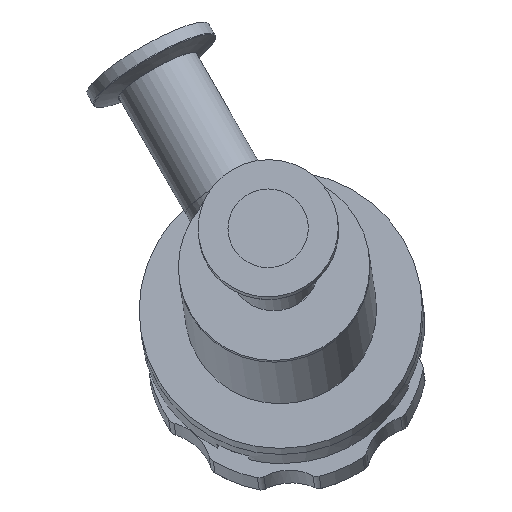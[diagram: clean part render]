
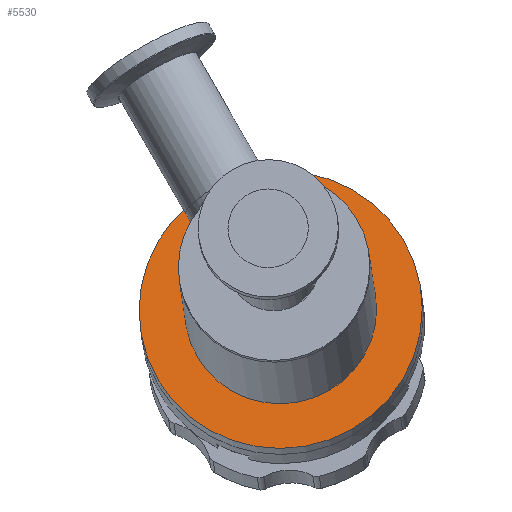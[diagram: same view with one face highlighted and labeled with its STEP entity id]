
A CAD part, left-side view. The second image highlights one B-rep face of the part: STEP entity #5530.
In plain terms, the highlighted planar face has unit normal (-0.979, 0.031, 0.204).
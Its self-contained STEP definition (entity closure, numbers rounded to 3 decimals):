
#147 = AXIS2_PLACEMENT_3D ( 'NONE', #2472, #3450, #724 ) ;
#724 = DIRECTION ( 'NONE',  ( -0.204, 0., -0.979 ) ) ;
#1206 = EDGE_LOOP ( 'NONE', ( #4859 ) ) ;
#1895 = DIRECTION ( 'NONE',  ( -0.978, 0.031, 0.204 ) ) ;
#2087 = EDGE_CURVE ( 'NONE', #2926, #2926, #4014, .T. ) ;
#2472 = CARTESIAN_POINT ( 'NONE',  ( 37.604, 27.801, -56.024 ) ) ;
#2812 = CARTESIAN_POINT ( 'NONE',  ( 31.419, 27.801, -85.706 ) ) ;
#2926 = VERTEX_POINT ( 'NONE', #2812 ) ;
#3229 = AXIS2_PLACEMENT_3D ( 'NONE', #4938, #1895, #5212 ) ;
#3450 = DIRECTION ( 'NONE',  ( -0.978, 0.031, 0.204 ) ) ;
#3957 = FACE_OUTER_BOUND ( 'NONE', #1206, .T. ) ;
#4014 = CIRCLE ( 'NONE', #147, 30.32 ) ;
#4859 = ORIENTED_EDGE ( 'NONE', *, *, #2087, .T. ) ;
#4938 = CARTESIAN_POINT ( 'NONE',  ( 42.653, 38.261, -33.396 ) ) ;
#4955 = PLANE ( 'NONE',  #3229 ) ;
#5212 = DIRECTION ( 'NONE',  ( 0.204, 0., 0.979 ) ) ;
#5530 = ADVANCED_FACE ( 'NONE', ( #3957 ), #4955, .T. ) ;
